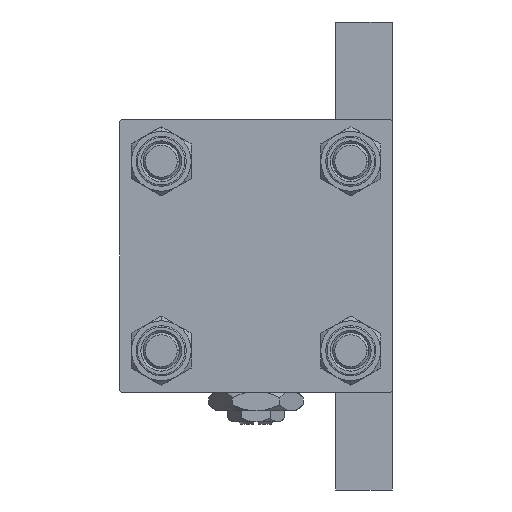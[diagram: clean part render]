
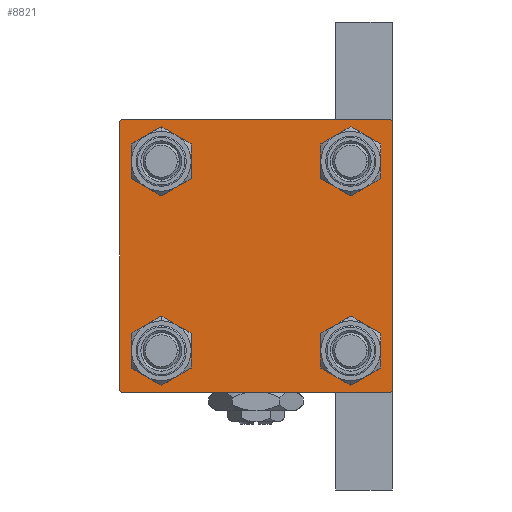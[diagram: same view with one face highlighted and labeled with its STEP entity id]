
A CAD part, left-side view. The second image highlights one B-rep face of the part: STEP entity #8821.
In plain terms, the highlighted planar face has unit normal (-1, 0, 0).
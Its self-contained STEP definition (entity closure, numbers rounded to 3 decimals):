
#538 = LINE ( 'NONE', #17160, #25663 ) ;
#742 = CARTESIAN_POINT ( 'NONE',  ( 0., -30., 30. ) ) ;
#1227 = CARTESIAN_POINT ( 'NONE',  ( 0., -20.85, -20.85 ) ) ;
#1255 = CIRCLE ( 'NONE', #31666, 4.5 ) ;
#1496 = DIRECTION ( 'NONE',  ( 1., 0., 0. ) ) ;
#1543 = DIRECTION ( 'NONE',  ( 1., 0., 0. ) ) ;
#1557 = PLANE ( 'NONE',  #19210 ) ;
#2423 = EDGE_LOOP ( 'NONE', ( #31978, #22179 ) ) ;
#3173 = VERTEX_POINT ( 'NONE', #36138 ) ;
#3611 = CARTESIAN_POINT ( 'NONE',  ( 0., 29.75, 29.75 ) ) ;
#3936 = VERTEX_POINT ( 'NONE', #19944 ) ;
#4047 = ORIENTED_EDGE ( 'NONE', *, *, #8571, .T. ) ;
#4686 = AXIS2_PLACEMENT_3D ( 'NONE', #26602, #1543, #47533 ) ;
#5393 = LINE ( 'NONE', #42420, #20042 ) ;
#5544 = CARTESIAN_POINT ( 'NONE',  ( 0., 20.85, -25.35 ) ) ;
#5851 = DIRECTION ( 'NONE',  ( 0., 0., 1. ) ) ;
#5929 = CARTESIAN_POINT ( 'NONE',  ( 0., 20.85, 16.35 ) ) ;
#6491 = VERTEX_POINT ( 'NONE', #47815 ) ;
#8571 = EDGE_CURVE ( 'NONE', #45210, #3173, #19304, .T. ) ;
#8821 = ADVANCED_FACE ( 'NONE', ( #46204, #21724, #38841, #8915, #29882 ), #1557, .T. ) ;
#8915 = FACE_BOUND ( 'NONE', #2423, .T. ) ;
#9851 = CARTESIAN_POINT ( 'NONE',  ( 0., -20.85, 20.85 ) ) ;
#10761 = CIRCLE ( 'NONE', #44624, 4.5 ) ;
#10990 = VECTOR ( 'NONE', #24340, 1000. ) ;
#11420 = CARTESIAN_POINT ( 'NONE',  ( 0., 30., 30. ) ) ;
#12075 = LINE ( 'NONE', #3611, #10990 ) ;
#12730 = CARTESIAN_POINT ( 'NONE',  ( 0., 0., 0. ) ) ;
#13086 = CIRCLE ( 'NONE', #40884, 4.5 ) ;
#13274 = DIRECTION ( 'NONE',  ( 0., 0., -1. ) ) ;
#13935 = VERTEX_POINT ( 'NONE', #5544 ) ;
#15482 = DIRECTION ( 'NONE',  ( 0., -1., 0. ) ) ;
#15923 = VERTEX_POINT ( 'NONE', #19452 ) ;
#16524 = CARTESIAN_POINT ( 'NONE',  ( 0., 29.5, 30. ) ) ;
#16956 = VERTEX_POINT ( 'NONE', #27302 ) ;
#17120 = DIRECTION ( 'NONE',  ( 0., -0.707, 0.707 ) ) ;
#17160 = CARTESIAN_POINT ( 'NONE',  ( 0., -29.75, 29.75 ) ) ;
#17309 = DIRECTION ( 'NONE',  ( 1., 0., 0. ) ) ;
#17358 = EDGE_CURVE ( 'NONE', #39623, #6491, #42829, .T. ) ;
#17924 = VECTOR ( 'NONE', #27227, 1000. ) ;
#18484 = EDGE_CURVE ( 'NONE', #26759, #16956, #10761, .T. ) ;
#18728 = EDGE_CURVE ( 'NONE', #31697, #13935, #25549, .T. ) ;
#18758 = CARTESIAN_POINT ( 'NONE',  ( 0., 30., -30. ) ) ;
#18845 = VERTEX_POINT ( 'NONE', #29535 ) ;
#19210 = AXIS2_PLACEMENT_3D ( 'NONE', #12730, #41848, #25531 ) ;
#19288 = DIRECTION ( 'NONE',  ( 1., 0., 0. ) ) ;
#19304 = LINE ( 'NONE', #18758, #33085 ) ;
#19452 = CARTESIAN_POINT ( 'NONE',  ( 0., -29.5, 30. ) ) ;
#19557 = DIRECTION ( 'NONE',  ( 0., 0., 1. ) ) ;
#19817 = CARTESIAN_POINT ( 'NONE',  ( 0., 20.85, 20.85 ) ) ;
#19944 = CARTESIAN_POINT ( 'NONE',  ( 0., -20.85, -25.35 ) ) ;
#20042 = VECTOR ( 'NONE', #17120, 1000. ) ;
#20136 = EDGE_CURVE ( 'NONE', #3936, #27072, #1255, .T. ) ;
#21456 = LINE ( 'NONE', #742, #34536 ) ;
#21604 = VERTEX_POINT ( 'NONE', #16524 ) ;
#21724 = FACE_BOUND ( 'NONE', #34772, .T. ) ;
#22179 = ORIENTED_EDGE ( 'NONE', *, *, #17358, .T. ) ;
#22471 = DIRECTION ( 'NONE',  ( 0., 0., 1. ) ) ;
#22500 = EDGE_CURVE ( 'NONE', #16956, #26759, #37723, .T. ) ;
#22705 = CIRCLE ( 'NONE', #39187, 4.5 ) ;
#23845 = ORIENTED_EDGE ( 'NONE', *, *, #35124, .T. ) ;
#23956 = EDGE_CURVE ( 'NONE', #21604, #15923, #50307, .T. ) ;
#24047 = ORIENTED_EDGE ( 'NONE', *, *, #23956, .F. ) ;
#24175 = DIRECTION ( 'NONE',  ( 0., 0., 1. ) ) ;
#24340 = DIRECTION ( 'NONE',  ( 0., 0.707, -0.707 ) ) ;
#24588 = EDGE_LOOP ( 'NONE', ( #49012, #48806 ) ) ;
#25133 = ORIENTED_EDGE ( 'NONE', *, *, #50550, .T. ) ;
#25531 = DIRECTION ( 'NONE',  ( 0., 0., 1. ) ) ;
#25549 = CIRCLE ( 'NONE', #35986, 4.5 ) ;
#25553 = DIRECTION ( 'NONE',  ( 0., -1., 0. ) ) ;
#25663 = VECTOR ( 'NONE', #33760, 1000. ) ;
#25761 = DIRECTION ( 'NONE',  ( 0., 0., 1. ) ) ;
#26468 = DIRECTION ( 'NONE',  ( 1., 0., 0. ) ) ;
#26602 = CARTESIAN_POINT ( 'NONE',  ( 0., -20.85, 20.85 ) ) ;
#26759 = VERTEX_POINT ( 'NONE', #49363 ) ;
#27072 = VERTEX_POINT ( 'NONE', #40434 ) ;
#27227 = DIRECTION ( 'NONE',  ( 0., 0., -1. ) ) ;
#27302 = CARTESIAN_POINT ( 'NONE',  ( 0., -20.85, 25.35 ) ) ;
#27353 = EDGE_CURVE ( 'NONE', #21604, #44256, #12075, .T. ) ;
#27547 = CIRCLE ( 'NONE', #34501, 4.5 ) ;
#27760 = LINE ( 'NONE', #11420, #17924 ) ;
#28585 = CARTESIAN_POINT ( 'NONE',  ( 0., 29.5, -30. ) ) ;
#29535 = CARTESIAN_POINT ( 'NONE',  ( 0., -30., 29.5 ) ) ;
#29882 = FACE_OUTER_BOUND ( 'NONE', #39551, .T. ) ;
#29976 = VECTOR ( 'NONE', #25553, 1000. ) ;
#30913 = CARTESIAN_POINT ( 'NONE',  ( 0., -20.85, -20.85 ) ) ;
#31666 = AXIS2_PLACEMENT_3D ( 'NONE', #1227, #1496, #22471 ) ;
#31697 = VERTEX_POINT ( 'NONE', #52700 ) ;
#31801 = DIRECTION ( 'NONE',  ( 1., 0., 0. ) ) ;
#31978 = ORIENTED_EDGE ( 'NONE', *, *, #40495, .T. ) ;
#32371 = ORIENTED_EDGE ( 'NONE', *, *, #18728, .T. ) ;
#33053 = EDGE_CURVE ( 'NONE', #46874, #45210, #43588, .T. ) ;
#33085 = VECTOR ( 'NONE', #15482, 1000. ) ;
#33401 = EDGE_CURVE ( 'NONE', #18845, #15923, #538, .T. ) ;
#33760 = DIRECTION ( 'NONE',  ( 0., 0.707, 0.707 ) ) ;
#34358 = EDGE_LOOP ( 'NONE', ( #32371, #25133 ) ) ;
#34501 = AXIS2_PLACEMENT_3D ( 'NONE', #19817, #19288, #24175 ) ;
#34536 = VECTOR ( 'NONE', #13274, 1000. ) ;
#34772 = EDGE_LOOP ( 'NONE', ( #36048, #48461 ) ) ;
#34980 = CARTESIAN_POINT ( 'NONE',  ( 0., 20.85, -20.85 ) ) ;
#35124 = EDGE_CURVE ( 'NONE', #44256, #46874, #27760, .T. ) ;
#35404 = CARTESIAN_POINT ( 'NONE',  ( 0., 20.85, 20.85 ) ) ;
#35693 = ORIENTED_EDGE ( 'NONE', *, *, #48321, .T. ) ;
#35986 = AXIS2_PLACEMENT_3D ( 'NONE', #36694, #31801, #19557 ) ;
#36048 = ORIENTED_EDGE ( 'NONE', *, *, #51457, .T. ) ;
#36138 = CARTESIAN_POINT ( 'NONE',  ( 0., -29.5, -30. ) ) ;
#36694 = CARTESIAN_POINT ( 'NONE',  ( 0., 20.85, -20.85 ) ) ;
#37723 = CIRCLE ( 'NONE', #4686, 4.5 ) ;
#38674 = DIRECTION ( 'NONE',  ( 0., 0., 1. ) ) ;
#38809 = VERTEX_POINT ( 'NONE', #50734 ) ;
#38841 = FACE_BOUND ( 'NONE', #34358, .T. ) ;
#39187 = AXIS2_PLACEMENT_3D ( 'NONE', #30913, #47506, #5851 ) ;
#39551 = EDGE_LOOP ( 'NONE', ( #23845, #41596, #4047, #35693, #42465, #42183, #24047, #48677 ) ) ;
#39623 = VERTEX_POINT ( 'NONE', #5929 ) ;
#40304 = DIRECTION ( 'NONE',  ( 0., -0.707, -0.707 ) ) ;
#40434 = CARTESIAN_POINT ( 'NONE',  ( 0., -20.85, -16.35 ) ) ;
#40495 = EDGE_CURVE ( 'NONE', #6491, #39623, #27547, .T. ) ;
#40567 = CARTESIAN_POINT ( 'NONE',  ( 0., 29.75, -29.75 ) ) ;
#40884 = AXIS2_PLACEMENT_3D ( 'NONE', #34980, #17309, #25761 ) ;
#41519 = EDGE_CURVE ( 'NONE', #18845, #38809, #21456, .T. ) ;
#41596 = ORIENTED_EDGE ( 'NONE', *, *, #33053, .T. ) ;
#41848 = DIRECTION ( 'NONE',  ( -1., 0., 0. ) ) ;
#42183 = ORIENTED_EDGE ( 'NONE', *, *, #33401, .T. ) ;
#42420 = CARTESIAN_POINT ( 'NONE',  ( 0., -29.75, -29.75 ) ) ;
#42465 = ORIENTED_EDGE ( 'NONE', *, *, #41519, .F. ) ;
#42829 = CIRCLE ( 'NONE', #49788, 4.5 ) ;
#43588 = LINE ( 'NONE', #40567, #53469 ) ;
#44256 = VERTEX_POINT ( 'NONE', #51213 ) ;
#44624 = AXIS2_PLACEMENT_3D ( 'NONE', #9851, #26468, #51488 ) ;
#45210 = VERTEX_POINT ( 'NONE', #28585 ) ;
#46204 = FACE_BOUND ( 'NONE', #24588, .T. ) ;
#46874 = VERTEX_POINT ( 'NONE', #53397 ) ;
#47300 = CARTESIAN_POINT ( 'NONE',  ( 0., 30., 30. ) ) ;
#47506 = DIRECTION ( 'NONE',  ( 1., 0., 0. ) ) ;
#47533 = DIRECTION ( 'NONE',  ( 0., 0., 1. ) ) ;
#47815 = CARTESIAN_POINT ( 'NONE',  ( 0., 20.85, 25.35 ) ) ;
#48321 = EDGE_CURVE ( 'NONE', #3173, #38809, #5393, .T. ) ;
#48461 = ORIENTED_EDGE ( 'NONE', *, *, #20136, .T. ) ;
#48677 = ORIENTED_EDGE ( 'NONE', *, *, #27353, .T. ) ;
#48806 = ORIENTED_EDGE ( 'NONE', *, *, #18484, .T. ) ;
#49012 = ORIENTED_EDGE ( 'NONE', *, *, #22500, .T. ) ;
#49363 = CARTESIAN_POINT ( 'NONE',  ( 0., -20.85, 16.35 ) ) ;
#49788 = AXIS2_PLACEMENT_3D ( 'NONE', #35404, #51204, #38674 ) ;
#50307 = LINE ( 'NONE', #47300, #29976 ) ;
#50550 = EDGE_CURVE ( 'NONE', #13935, #31697, #13086, .T. ) ;
#50734 = CARTESIAN_POINT ( 'NONE',  ( 0., -30., -29.5 ) ) ;
#51204 = DIRECTION ( 'NONE',  ( 1., 0., 0. ) ) ;
#51213 = CARTESIAN_POINT ( 'NONE',  ( 0., 30., 29.5 ) ) ;
#51457 = EDGE_CURVE ( 'NONE', #27072, #3936, #22705, .T. ) ;
#51488 = DIRECTION ( 'NONE',  ( 0., 0., 1. ) ) ;
#52700 = CARTESIAN_POINT ( 'NONE',  ( 0., 20.85, -16.35 ) ) ;
#53397 = CARTESIAN_POINT ( 'NONE',  ( 0., 30., -29.5 ) ) ;
#53469 = VECTOR ( 'NONE', #40304, 1000. ) ;
